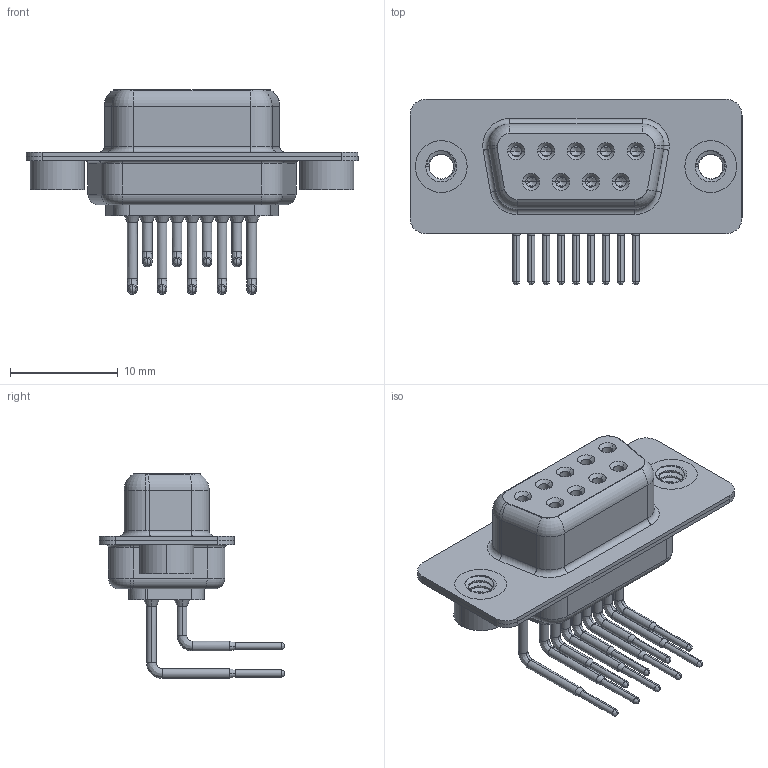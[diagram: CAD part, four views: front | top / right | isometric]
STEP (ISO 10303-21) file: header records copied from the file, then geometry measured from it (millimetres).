
FILE_DESCRIPTION (( 'STEP AP203' ), '1' );
FILE_NAME ('630-M09-240-WT2.STEP', '2018-09-25T19:27:24', ( '' ), ( '' ), 'SwSTEP 2.0', 'SolidWorks 2016', '' );
FILE_SCHEMA (( 'CONFIG_CONTROL_DESIGN' ));
Length unit declared in the file: millimetre
Products named in the file (7): 630M Housing_09 Contacts; 630M Shell Front_09 Contacts; 630M Contact Row 2; 630M Shell Rear_09 Contacts; 630M 4-40 Threaded Rivet; 630M Contact Row 1; 630-M09-240-WT2
Assembly tree (14 placements, depth 2):
  630-M09-240-WT2
    630M Housing_09 Contacts
    630M Shell Front_09 Contacts
    630M Shell Rear_09 Contacts
    630M Contact Row 1  x5
    630M Contact Row 2  x4
    630M 4-40 Threaded Rivet  x2
Bounding box: 30.8 x 17.2 x 18.99 mm (x, y, z)
Volume: 1761.3 mm3; surface area: 4640.4 mm2
Topology: 14 solids, 14 shells, 756 faces, 1902 edges, 1194 vertices
Faces by surface type: cylinder 344, plane 202, cone 105, torus 63, bspline 42
Entity records: 15645 total; most frequent: CARTESIAN_POINT 4048, DIRECTION 2415, ORIENTED_EDGE 2126, EDGE_CURVE 1063, AXIS2_PLACEMENT_3D 998, VERTEX_POINT 672, CIRCLE 549, EDGE_LOOP 515
